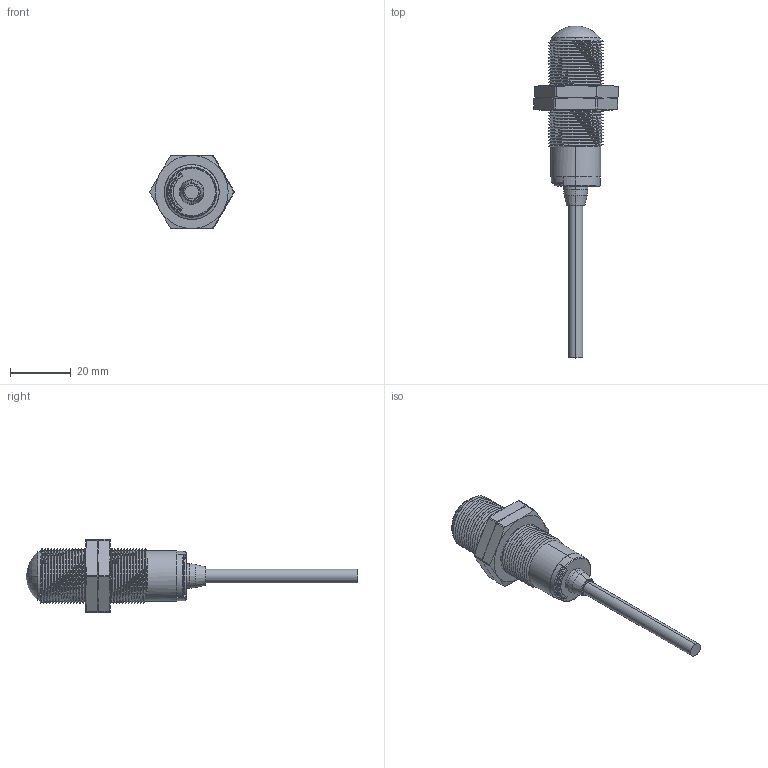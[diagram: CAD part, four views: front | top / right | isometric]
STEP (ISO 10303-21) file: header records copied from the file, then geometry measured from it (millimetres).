
FILE_DESCRIPTION (( 'STEP AP214' ), '1' );
FILE_NAME ('SMR_9000_TS.STEP', '2023-03-02T10:27:23', ( '' ), ( '' ), 'SwSTEP 2.0', 'SolidWorks 2016', '' );
FILE_SCHEMA (( 'AUTOMOTIVE_DESIGN' ));
Length unit declared in the file: millimetre
Products named in the file (16): SM 9000 front cover; M18 Nut metal; SM9000_led_indicator; SMR_9000_TS; SM9000_Cable_holder; SM9000_Cable; SM9000_end_cap; SM9000_housing
Assembly tree (8 placements, depth 2):
  M18 Nut metal
  M18 Nut metal
  SM9000_led_indicator
  SMR_9000_TS
    SM9000_housing
    SM 9000 front cover
    SM9000_end_cap
    SM9000_Cable_holder
    SM9000_Cable
    SM9000_led_indicator
    M18 Nut metal  x2
  SM 9000 front cover
Bounding box: 27.82 x 109.13 x 24.02 mm (x, y, z)
Volume: 7183.1 mm3; surface area: 12904.8 mm2
Topology: 8 solids, 8 shells, 549 faces, 1405 edges, 866 vertices
Faces by surface type: bspline 179, cylinder 155, plane 121, cone 88, sphere 6
Entity records: 24308 total; most frequent: CARTESIAN_POINT 13307, ORIENTED_EDGE 2656, DIRECTION 1689, EDGE_CURVE 1328, VERTEX_POINT 824, AXIS2_PLACEMENT_3D 659, EDGE_LOOP 536, ADVANCED_FACE 520
